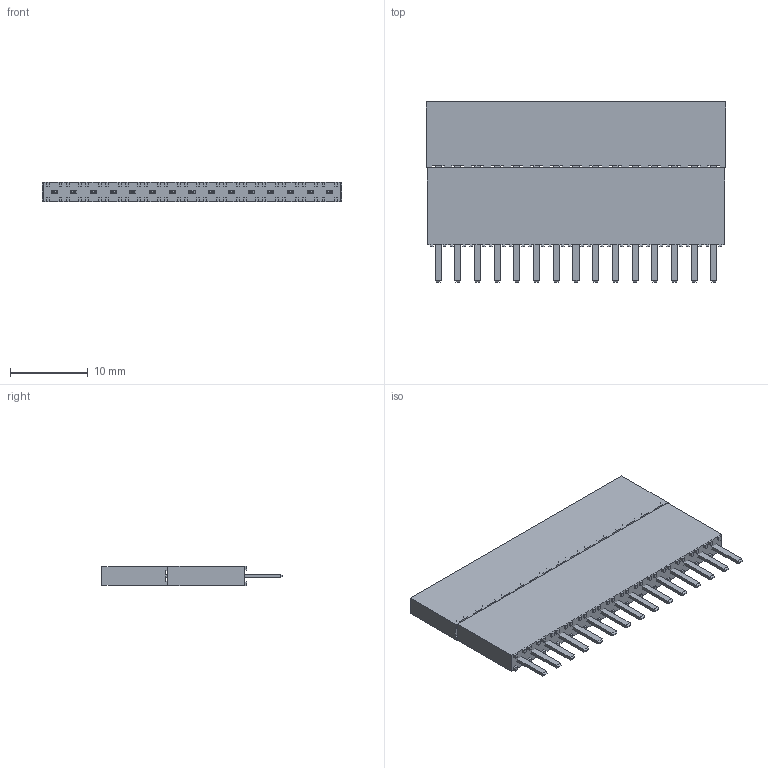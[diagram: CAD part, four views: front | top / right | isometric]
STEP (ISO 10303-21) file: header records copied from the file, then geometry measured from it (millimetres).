
FILE_DESCRIPTION( ( 'STEP AP214' ), '1' );
FILE_NAME( 'ESW-115-44-L-S.stp', '2020-06-15T19:34:04', ( 'License CC BY-ND 4.0' ), ( 'CADENAS' ), ' ', 'PARTsolutions', ' ' );
FILE_SCHEMA( ( 'AUTOMOTIVE_DESIGN { 1 0 10303 214 1 1 1 1 }' ) );
Length unit declared in the file: inch
Products named in the file (4): ESW-115-44-L-S; _ESW-115-44-L-S_socket; _ESW-115-44-L-S_pins; _ESW-115-44-L-S_bsocket
Assembly tree (3 placements, depth 2):
  ESW-115-44-L-S
    _ESW-115-44-L-S_socket
    _ESW-115-44-L-S_pins
    _ESW-115-44-L-S_bsocket
Bounding box: 38.61 x 23.24 x 2.54 mm (x, y, z)
Volume: 1768.4 mm3; surface area: 3099.9 mm2
Topology: 3 solids, 3 shells, 757 faces, 2058 edges, 1352 vertices
Faces by surface type: plane 742, cylinder 15
Entity records: 29428 total; most frequent: CARTESIAN_POINT 4171, ORIENTED_EDGE 4116, DIRECTION 3610, EDGE_CURVE 2058, LINE 2028, VECTOR 2028, VERTEX_POINT 1352, EDGE_LOOP 802
